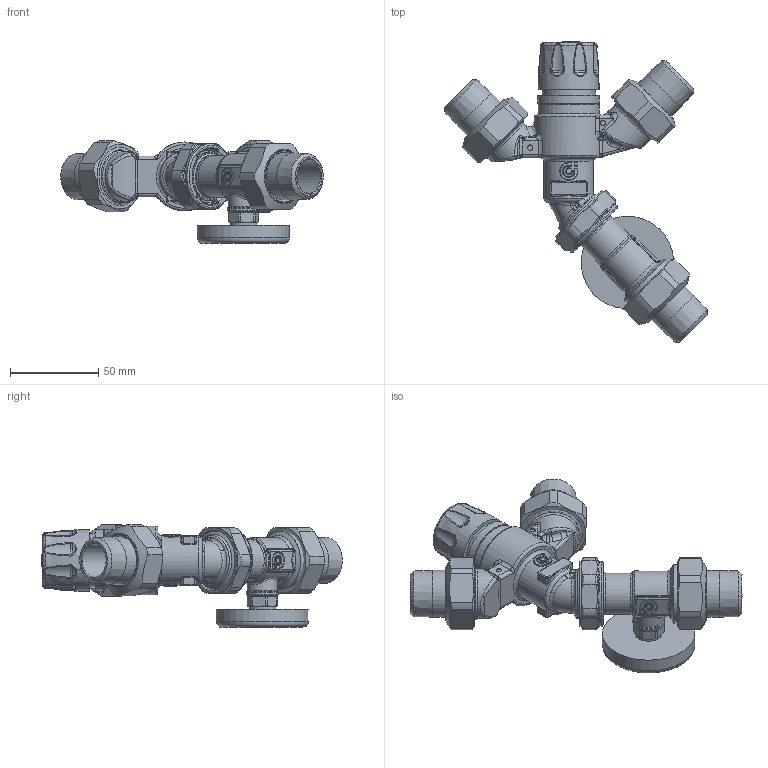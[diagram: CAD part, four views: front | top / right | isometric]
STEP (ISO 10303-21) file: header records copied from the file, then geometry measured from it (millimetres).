
FILE_DESCRIPTION(/* description */ (''),/* implementation_level */ '2;1');
FILE_NAME(/* name */ '520510A.stp',/* time_stamp */ '2025-07-08T16:21:58-05:00',/* author */ ('ischreiner'),/* organization */ (''),/* preprocessor_version */ 'ST-DEVELOPER v20',/* originating_system */ 'Autodesk Inventor 2024',/* authorisation */ '');
FILE_SCHEMA (('AUTOMOTIVE_DESIGN { 1 0 10303 214 3 1 1 }'));
Products named in the file (5): 520510A; New 520051A body; NA10358_Simplify_1; F61008 - 1 inch union nut; 31901A
Assembly tree (8 placements, depth 2):
  520510A
    New 520051A body
    31901A  x3
    NA10358_Simplify_1
    F61008 - 1 inch union nut  x3
Bounding box: 148.5 x 169.97 x 58.22 mm (x, y, z)
Volume: 238244.4 mm3; surface area: 68983.3 mm2
Topology: 12 solids, 12 shells, 1498 faces, 3489 edges, 1919 vertices
Faces by surface type: cylinder 470, bspline 404, plane 270, torus 160, sphere 112, cone 82
Full cylindrical faces by diameter (mm): 3 x2, 9.017 x1, 11.176 x1, 11.227 x1, 12.954 x1, 13.6 x1, 15.24 x1, 15.875 x1, 17 x1, 18 x1, 19 x3, 23.5 x1, 24 x1, 26.5 x3, 26.924 x3, 27.7 x1, 28 x2, 29.6 x1, 30 x3, 30.302 x3, 30.5 x1, 33.1 x4, 34.5 x1, 37 x2, 52.324 x1
Entity records: 75966 total; most frequent: CARTESIAN_POINT 46603, ORIENTED_EDGE 6180, DIRECTION 5640, EDGE_CURVE 3090, AXIS2_PLACEMENT_3D 2409, VERTEX_POINT 1748, EDGE_LOOP 1436, FACE_OUTER_BOUND 1394
